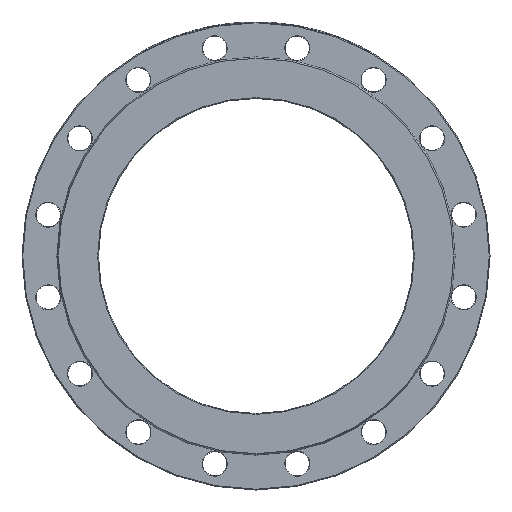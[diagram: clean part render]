
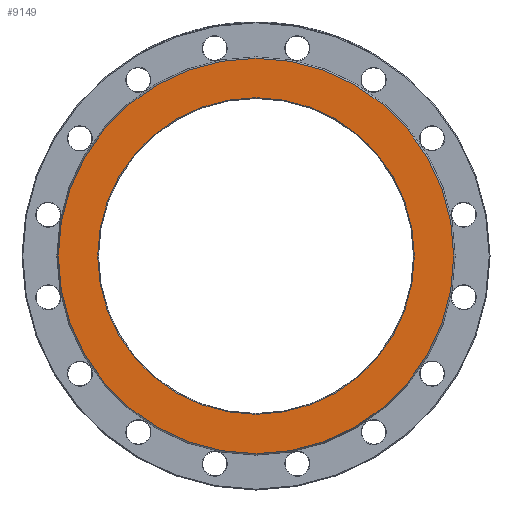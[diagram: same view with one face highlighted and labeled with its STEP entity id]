
A CAD part, left-side view. The second image highlights one B-rep face of the part: STEP entity #9149.
In plain terms, the highlighted planar face has unit normal (-1, 0, 0).
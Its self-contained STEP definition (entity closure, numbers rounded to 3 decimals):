
#767 = AXIS2_PLACEMENT_3D ( 'NONE', #2625, #9767, #1579 ) ;
#1335 = VERTEX_POINT ( 'NONE', #3027 ) ;
#1465 = FACE_BOUND ( 'NONE', #9146, .T. ) ;
#1579 = DIRECTION ( 'NONE',  ( 0., 0., -1. ) ) ;
#1862 = CARTESIAN_POINT ( 'NONE',  ( 0., 0., -196.2 ) ) ;
#2335 = DIRECTION ( 'NONE',  ( 1., 0., 0. ) ) ;
#2625 = CARTESIAN_POINT ( 'NONE',  ( 0., 0., 0. ) ) ;
#3027 = CARTESIAN_POINT ( 'NONE',  ( 0., 0., 245. ) ) ;
#3357 = CIRCLE ( 'NONE', #767, 196.2 ) ;
#4364 = PLANE ( 'NONE',  #9564 ) ;
#4527 = ORIENTED_EDGE ( 'NONE', *, *, #4957, .T. ) ;
#4957 = EDGE_CURVE ( 'NONE', #9818, #9818, #3357, .T. ) ;
#5883 = DIRECTION ( 'NONE',  ( 0., 0., -1. ) ) ;
#7045 = ORIENTED_EDGE ( 'NONE', *, *, #10002, .T. ) ;
#7249 = DIRECTION ( 'NONE',  ( -1., 0., 0. ) ) ;
#8788 = FACE_OUTER_BOUND ( 'NONE', #9834, .T. ) ;
#9028 = AXIS2_PLACEMENT_3D ( 'NONE', #10019, #7249, #9205 ) ;
#9146 = EDGE_LOOP ( 'NONE', ( #4527 ) ) ;
#9149 = ADVANCED_FACE ( 'NONE', ( #1465, #8788 ), #4364, .F. ) ;
#9205 = DIRECTION ( 'NONE',  ( 0., 0., 1. ) ) ;
#9564 = AXIS2_PLACEMENT_3D ( 'NONE', #11330, #2335, #5883 ) ;
#9767 = DIRECTION ( 'NONE',  ( 1., 0., 0. ) ) ;
#9818 = VERTEX_POINT ( 'NONE', #1862 ) ;
#9834 = EDGE_LOOP ( 'NONE', ( #7045 ) ) ;
#10002 = EDGE_CURVE ( 'NONE', #1335, #1335, #11420, .T. ) ;
#10019 = CARTESIAN_POINT ( 'NONE',  ( 0., 0., 0. ) ) ;
#11330 = CARTESIAN_POINT ( 'NONE',  ( 0., 195.2, 0. ) ) ;
#11420 = CIRCLE ( 'NONE', #9028, 245. ) ;
